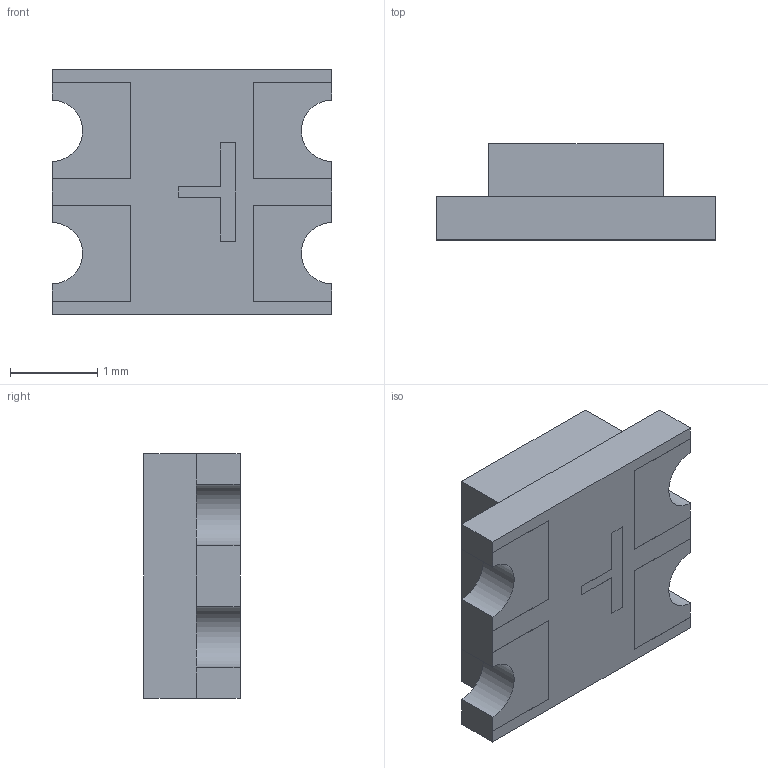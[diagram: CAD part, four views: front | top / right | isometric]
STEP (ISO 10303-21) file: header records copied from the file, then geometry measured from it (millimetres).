
FILE_DESCRIPTION (( 'STEP AP203' ), '1' );
FILE_NAME ('LSM12014801233VNTR.STEP', '2022-07-26T19:10:23', ( '' ), ( '' ), 'SwSTEP 2.0', 'SolidWorks 2021', '' );
FILE_SCHEMA (( 'CONFIG_CONTROL_DESIGN' ));
Length unit declared in the file: millimetre
Products named in the file (1): LSM12014801233VNTR
Bounding box: 3.2 x 1.1 x 2.8 mm (x, y, z)
Volume: 7.5 mm3; surface area: 40.2 mm2
Topology: 2 solids, 2 shells, 58 faces, 156 edges, 104 vertices
Faces by surface type: plane 50, cylinder 8
Entity records: 1871 total; most frequent: CARTESIAN_POINT 319, ORIENTED_EDGE 312, DIRECTION 290, EDGE_CURVE 156, VECTOR 140, LINE 140, VERTEX_POINT 104, AXIS2_PLACEMENT_3D 75
